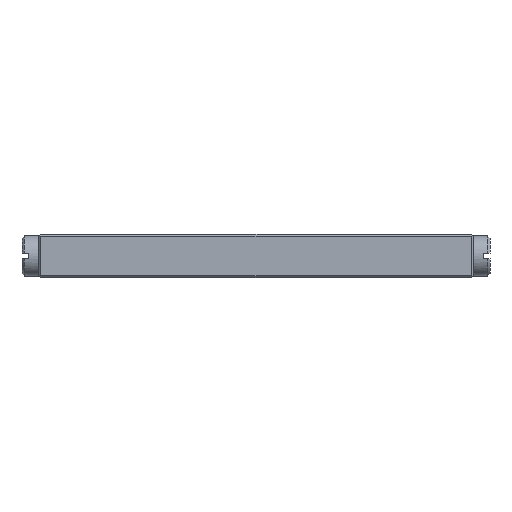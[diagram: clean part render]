
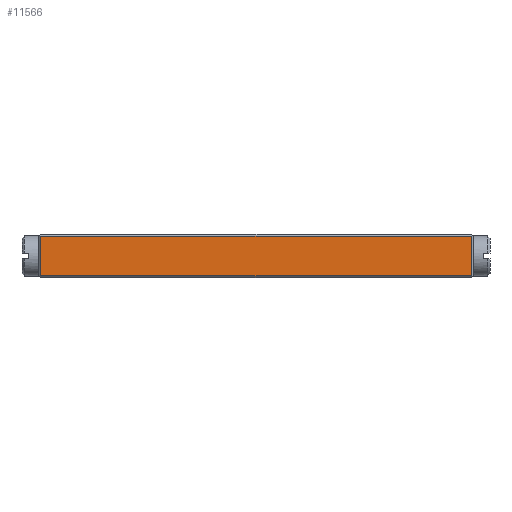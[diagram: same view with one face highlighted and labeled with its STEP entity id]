
A CAD part, front view. The second image highlights one B-rep face of the part: STEP entity #11566.
In plain terms, the highlighted planar face has unit normal (0, -1, 0).
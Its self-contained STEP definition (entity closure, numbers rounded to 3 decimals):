
#11566=ADVANCED_FACE('',(#14229),#12845,.T.);
#12845=PLANE('',#40247);
#14229=FACE_OUTER_BOUND('',#16166,.T.);
#16166=EDGE_LOOP('',(#23763,#23764,#23765,#23766));
#23763=ORIENTED_EDGE('',*,*,#31843,.T.);
#23764=ORIENTED_EDGE('',*,*,#31844,.T.);
#23765=ORIENTED_EDGE('',*,*,#31845,.T.);
#23766=ORIENTED_EDGE('',*,*,#31846,.T.);
#27881=VERTEX_POINT('',#58473);
#27882=VERTEX_POINT('',#58474);
#27883=VERTEX_POINT('',#58476);
#27884=VERTEX_POINT('',#58478);
#31843=EDGE_CURVE('',#27881,#27882,#35245,.T.);
#31844=EDGE_CURVE('',#27882,#27883,#35246,.T.);
#31845=EDGE_CURVE('',#27883,#27884,#35247,.T.);
#31846=EDGE_CURVE('',#27884,#27881,#35248,.T.);
#35245=LINE('',#58472,#38489);
#35246=LINE('',#58475,#38490);
#35247=LINE('',#58477,#38491);
#35248=LINE('',#58479,#38492);
#38489=VECTOR('',#45836,1.);
#38490=VECTOR('',#45837,1.);
#38491=VECTOR('',#45838,1.);
#38492=VECTOR('',#45839,1.);
#40247=AXIS2_PLACEMENT_3D('',#58480,#45840,#45841);
#45836=DIRECTION('',(1.,0.,0.));
#45837=DIRECTION('',(0.,0.,1.));
#45838=DIRECTION('',(-1.,0.,0.));
#45839=DIRECTION('',(0.,0.,-1.));
#45840=DIRECTION('',(0.,-1.,0.));
#45841=DIRECTION('',(0.,0.,1.));
#58472=CARTESIAN_POINT('',(20.,-3.95,0.15));
#58473=CARTESIAN_POINT('',(0.2,-3.95,0.15));
#58474=CARTESIAN_POINT('',(39.8,-3.95,0.15));
#58475=CARTESIAN_POINT('',(39.8,-3.95,-0.05));
#58476=CARTESIAN_POINT('',(39.8,-3.95,3.75));
#58477=CARTESIAN_POINT('',(20.,-3.95,3.75));
#58478=CARTESIAN_POINT('',(0.2,-3.95,3.75));
#58479=CARTESIAN_POINT('',(0.2,-3.95,-0.05));
#58480=CARTESIAN_POINT('',(20.,-3.95,-0.05));
